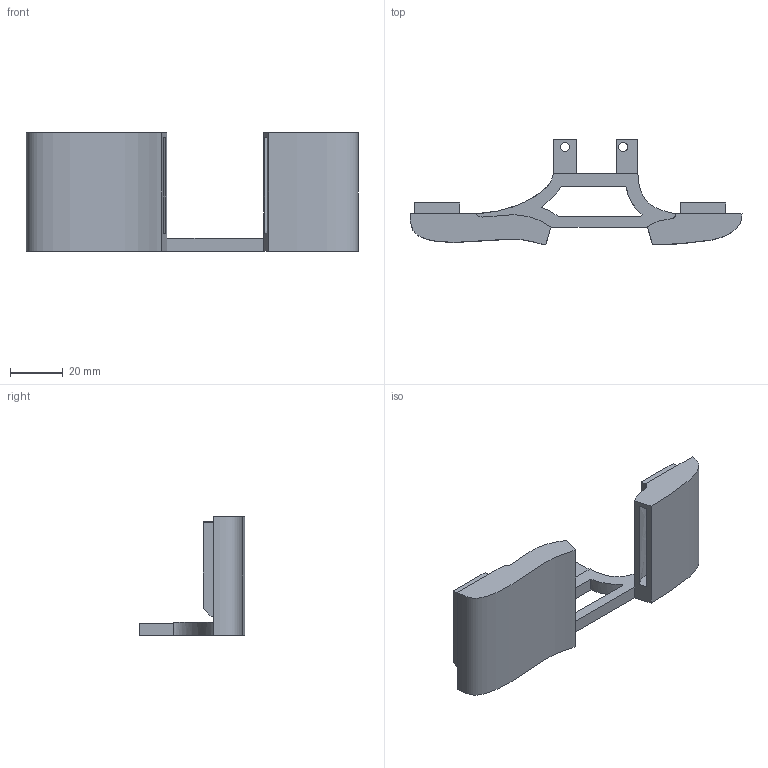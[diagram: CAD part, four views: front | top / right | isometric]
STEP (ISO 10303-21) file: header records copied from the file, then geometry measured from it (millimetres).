
FILE_DESCRIPTION(/* description */ (''),/* implementation_level */ '2;1');
FILE_NAME(/* name */ 'A-Sailfin_Toolhead_7525_Ducts-X.stp',/* time_stamp */ '2021-02-10T19:58:49-08:00',/* author */ (''),/* organization */ (''),/* preprocessor_version */ 'ST-DEVELOPER v18.1',/* originating_system */ 'Autodesk Translation Framework v9.7.0.1280',/* authorisation */ '');
FILE_SCHEMA (('AUTOMOTIVE_DESIGN { 1 0 10303 214 3 1 1 }'));
Length unit declared in the file: millimetre
Products named in the file (1): Ducts
Bounding box: 125.68 x 40.1 x 44.9 mm (x, y, z)
Volume: 19940.4 mm3; surface area: 21343 mm2
Topology: 1 solids, 1 shells, 72 faces, 194 edges, 126 vertices
Faces by surface type: plane 54, bspline 16, cylinder 2
Full cylindrical faces by diameter (mm): 3.4 x2
Entity records: 3424 total; most frequent: CARTESIAN_POINT 1700, ORIENTED_EDGE 388, DIRECTION 268, EDGE_CURVE 194, LINE 146, VECTOR 146, VERTEX_POINT 126, EDGE_LOOP 87
